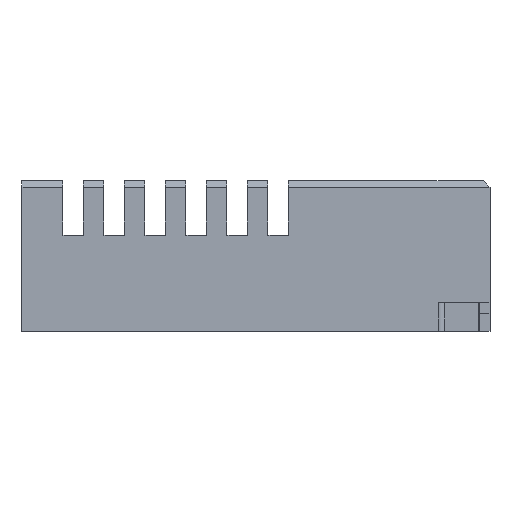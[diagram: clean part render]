
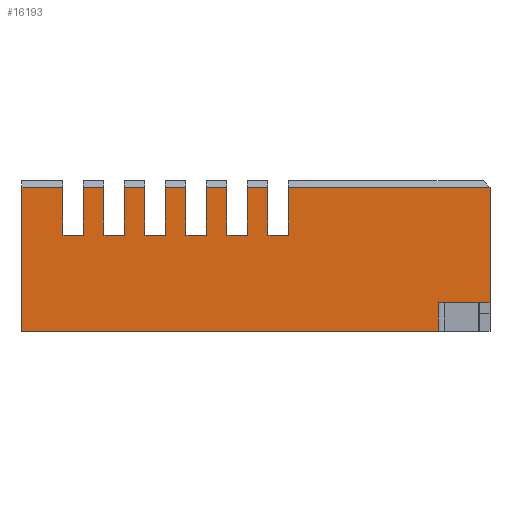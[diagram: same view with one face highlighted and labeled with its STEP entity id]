
A CAD part, left-side view. The second image highlights one B-rep face of the part: STEP entity #16193.
In plain terms, the highlighted planar face has unit normal (-1, 0, 0).
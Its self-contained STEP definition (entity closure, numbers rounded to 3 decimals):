
#2068=PLANE('',#16725);
#2899=FACE_OUTER_BOUND('',#3799,.T.);
#3799=EDGE_LOOP('',(#15217,#15218,#15219,#15220,#15221,#15222,#15223,#15224,
#15225,#15226,#15227,#15228,#15229,#15230,#15231,#15232,#15233,#15234,#15235,
#15236,#15237,#15238,#15239,#15240,#15241,#15242,#15243,#15244,#15245,#15246));
#3897=LINE('',#19475,#5374);
#4624=LINE('',#25864,#6101);
#5103=LINE('',#29557,#6580);
#5107=LINE('',#29564,#6584);
#5110=LINE('',#29572,#6587);
#5114=LINE('',#29579,#6591);
#5117=LINE('',#29587,#6594);
#5121=LINE('',#29594,#6598);
#5124=LINE('',#29602,#6601);
#5126=LINE('',#29606,#6603);
#5130=LINE('',#29615,#6607);
#5134=LINE('',#29622,#6611);
#5137=LINE('',#29630,#6614);
#5141=LINE('',#29637,#6618);
#5148=LINE('',#29651,#6625);
#5153=LINE('',#29662,#6630);
#5160=LINE('',#29673,#6637);
#5164=LINE('',#29680,#6641);
#5171=LINE('',#29691,#6648);
#5175=LINE('',#29698,#6652);
#5182=LINE('',#29709,#6659);
#5186=LINE('',#29716,#6663);
#5193=LINE('',#29727,#6670);
#5197=LINE('',#29734,#6674);
#5204=LINE('',#29745,#6681);
#5208=LINE('',#29752,#6685);
#5217=LINE('',#29768,#6694);
#5223=LINE('',#29781,#6700);
#5226=LINE('',#29786,#6703);
#5280=LINE('',#29906,#6757);
#5374=VECTOR('',#16917,10.);
#6101=VECTOR('',#18080,10.);
#6580=VECTOR('',#18875,10.);
#6584=VECTOR('',#18881,10.);
#6587=VECTOR('',#18886,10.);
#6591=VECTOR('',#18892,10.);
#6594=VECTOR('',#18897,10.);
#6598=VECTOR('',#18903,10.);
#6601=VECTOR('',#18908,10.);
#6603=VECTOR('',#18912,10.);
#6607=VECTOR('',#18918,10.);
#6611=VECTOR('',#18924,10.);
#6614=VECTOR('',#18929,10.);
#6618=VECTOR('',#18935,10.);
#6625=VECTOR('',#18946,10.);
#6630=VECTOR('',#18959,10.);
#6637=VECTOR('',#18968,10.);
#6641=VECTOR('',#18976,10.);
#6648=VECTOR('',#18985,10.);
#6652=VECTOR('',#18993,10.);
#6659=VECTOR('',#19002,10.);
#6663=VECTOR('',#19010,10.);
#6670=VECTOR('',#19019,10.);
#6674=VECTOR('',#19027,10.);
#6681=VECTOR('',#19036,10.);
#6685=VECTOR('',#19044,10.);
#6694=VECTOR('',#19055,10.);
#6700=VECTOR('',#19067,10.);
#6703=VECTOR('',#19072,10.);
#6757=VECTOR('',#19218,10.);
#6917=VERTEX_POINT('',#19472);
#6918=VERTEX_POINT('',#19474);
#7722=VERTEX_POINT('',#25862);
#8277=VERTEX_POINT('',#29554);
#8278=VERTEX_POINT('',#29556);
#8279=VERTEX_POINT('',#29560);
#8280=VERTEX_POINT('',#29562);
#8283=VERTEX_POINT('',#29569);
#8284=VERTEX_POINT('',#29571);
#8285=VERTEX_POINT('',#29575);
#8286=VERTEX_POINT('',#29577);
#8289=VERTEX_POINT('',#29584);
#8290=VERTEX_POINT('',#29586);
#8291=VERTEX_POINT('',#29590);
#8292=VERTEX_POINT('',#29592);
#8295=VERTEX_POINT('',#29599);
#8296=VERTEX_POINT('',#29601);
#8297=VERTEX_POINT('',#29605);
#8300=VERTEX_POINT('',#29612);
#8301=VERTEX_POINT('',#29614);
#8302=VERTEX_POINT('',#29618);
#8303=VERTEX_POINT('',#29620);
#8306=VERTEX_POINT('',#29627);
#8307=VERTEX_POINT('',#29629);
#8308=VERTEX_POINT('',#29633);
#8309=VERTEX_POINT('',#29635);
#8314=VERTEX_POINT('',#29649);
#8342=VERTEX_POINT('',#29766);
#8346=VERTEX_POINT('',#29780);
#8347=VERTEX_POINT('',#29785);
#8477=EDGE_CURVE('',#6918,#6917,#3897,.T.);
#9682=EDGE_CURVE('',#6917,#7722,#4624,.F.);
#10498=EDGE_CURVE('',#8278,#8277,#5103,.F.);
#10502=EDGE_CURVE('',#8280,#8279,#5107,.T.);
#10505=EDGE_CURVE('',#8284,#8283,#5110,.F.);
#10509=EDGE_CURVE('',#8286,#8285,#5114,.T.);
#10512=EDGE_CURVE('',#8290,#8289,#5117,.F.);
#10516=EDGE_CURVE('',#8292,#8291,#5121,.T.);
#10519=EDGE_CURVE('',#8296,#8295,#5124,.F.);
#10521=EDGE_CURVE('',#6918,#8297,#5126,.T.);
#10525=EDGE_CURVE('',#8301,#8300,#5130,.F.);
#10529=EDGE_CURVE('',#8303,#8302,#5134,.T.);
#10532=EDGE_CURVE('',#8307,#8306,#5137,.F.);
#10536=EDGE_CURVE('',#8309,#8308,#5141,.T.);
#10543=EDGE_CURVE('',#8314,#7722,#5148,.T.);
#10549=EDGE_CURVE('',#8314,#8296,#5153,.F.);
#10556=EDGE_CURVE('',#8295,#8291,#5160,.F.);
#10560=EDGE_CURVE('',#8292,#8290,#5164,.F.);
#10567=EDGE_CURVE('',#8289,#8285,#5171,.F.);
#10571=EDGE_CURVE('',#8286,#8284,#5175,.F.);
#10578=EDGE_CURVE('',#8283,#8279,#5182,.F.);
#10582=EDGE_CURVE('',#8280,#8278,#5186,.F.);
#10589=EDGE_CURVE('',#8277,#8308,#5193,.F.);
#10593=EDGE_CURVE('',#8309,#8307,#5197,.F.);
#10600=EDGE_CURVE('',#8306,#8302,#5204,.F.);
#10604=EDGE_CURVE('',#8303,#8301,#5208,.F.);
#10613=EDGE_CURVE('',#8300,#8342,#5217,.F.);
#10619=EDGE_CURVE('',#8342,#8346,#5223,.T.);
#10622=EDGE_CURVE('',#8297,#8347,#5226,.T.);
#10683=EDGE_CURVE('',#8347,#8346,#5280,.T.);
#15217=ORIENTED_EDGE('',*,*,#10536,.F.);
#15218=ORIENTED_EDGE('',*,*,#10593,.T.);
#15219=ORIENTED_EDGE('',*,*,#10532,.T.);
#15220=ORIENTED_EDGE('',*,*,#10600,.T.);
#15221=ORIENTED_EDGE('',*,*,#10529,.F.);
#15222=ORIENTED_EDGE('',*,*,#10604,.T.);
#15223=ORIENTED_EDGE('',*,*,#10525,.T.);
#15224=ORIENTED_EDGE('',*,*,#10613,.T.);
#15225=ORIENTED_EDGE('',*,*,#10619,.T.);
#15226=ORIENTED_EDGE('',*,*,#10683,.F.);
#15227=ORIENTED_EDGE('',*,*,#10622,.F.);
#15228=ORIENTED_EDGE('',*,*,#10521,.F.);
#15229=ORIENTED_EDGE('',*,*,#8477,.T.);
#15230=ORIENTED_EDGE('',*,*,#9682,.T.);
#15231=ORIENTED_EDGE('',*,*,#10543,.F.);
#15232=ORIENTED_EDGE('',*,*,#10549,.T.);
#15233=ORIENTED_EDGE('',*,*,#10519,.T.);
#15234=ORIENTED_EDGE('',*,*,#10556,.T.);
#15235=ORIENTED_EDGE('',*,*,#10516,.F.);
#15236=ORIENTED_EDGE('',*,*,#10560,.T.);
#15237=ORIENTED_EDGE('',*,*,#10512,.T.);
#15238=ORIENTED_EDGE('',*,*,#10567,.T.);
#15239=ORIENTED_EDGE('',*,*,#10509,.F.);
#15240=ORIENTED_EDGE('',*,*,#10571,.T.);
#15241=ORIENTED_EDGE('',*,*,#10505,.T.);
#15242=ORIENTED_EDGE('',*,*,#10578,.T.);
#15243=ORIENTED_EDGE('',*,*,#10502,.F.);
#15244=ORIENTED_EDGE('',*,*,#10582,.T.);
#15245=ORIENTED_EDGE('',*,*,#10498,.T.);
#15246=ORIENTED_EDGE('',*,*,#10589,.T.);
#16193=ADVANCED_FACE('',(#2899),#2068,.T.);
#16725=AXIS2_PLACEMENT_3D('',#29905,#19216,#19217);
#16917=DIRECTION('',(0.,-1.,0.));
#18080=DIRECTION('',(0.,0.,-1.));
#18875=DIRECTION('',(0.,-1.,0.));
#18881=DIRECTION('',(0.,-1.,0.));
#18886=DIRECTION('',(0.,-1.,0.));
#18892=DIRECTION('',(0.,-1.,0.));
#18897=DIRECTION('',(0.,-1.,0.));
#18903=DIRECTION('',(0.,-1.,0.));
#18908=DIRECTION('',(0.,-1.,0.));
#18912=DIRECTION('',(0.,0.,-1.));
#18918=DIRECTION('',(0.,-1.,0.));
#18924=DIRECTION('',(0.,-1.,0.));
#18929=DIRECTION('',(0.,-1.,0.));
#18935=DIRECTION('',(0.,-1.,0.));
#18946=DIRECTION('',(0.,-1.,0.));
#18959=DIRECTION('',(0.,0.,1.));
#18968=DIRECTION('',(0.,0.,-1.));
#18976=DIRECTION('',(0.,0.,1.));
#18985=DIRECTION('',(0.,0.,-1.));
#18993=DIRECTION('',(0.,0.,1.));
#19002=DIRECTION('',(0.,0.,-1.));
#19010=DIRECTION('',(0.,0.,1.));
#19019=DIRECTION('',(0.,0.,-1.));
#19027=DIRECTION('',(0.,0.,1.));
#19036=DIRECTION('',(0.,0.,-1.));
#19044=DIRECTION('',(0.,0.,1.));
#19055=DIRECTION('',(0.,0.,-1.));
#19067=DIRECTION('',(0.,1.,0.));
#19072=DIRECTION('',(0.,1.,0.));
#19216=DIRECTION('center_axis',(-1.,0.,0.));
#19217=DIRECTION('ref_axis',(0.,-1.,0.));
#19218=DIRECTION('',(0.,0.,1.));
#19472=CARTESIAN_POINT('',(105.,-138.,5.955));
#19474=CARTESIAN_POINT('',(105.,-130.4,5.955));
#19475=CARTESIAN_POINT('',(105.,-68.,5.955));
#25862=CARTESIAN_POINT('',(105.,-138.,22.81));
#25864=CARTESIAN_POINT('',(105.,-138.,1.74));
#29554=CARTESIAN_POINT('',(105.,-87.5,15.81));
#29556=CARTESIAN_POINT('',(105.,-90.5,15.81));
#29557=CARTESIAN_POINT('',(105.,-64.75,15.81));
#29560=CARTESIAN_POINT('',(105.,-93.5,22.81));
#29562=CARTESIAN_POINT('',(105.,-90.5,22.81));
#29564=CARTESIAN_POINT('',(105.,-68.,22.81));
#29569=CARTESIAN_POINT('',(105.,-93.5,15.81));
#29571=CARTESIAN_POINT('',(105.,-96.5,15.81));
#29572=CARTESIAN_POINT('',(105.,-67.75,15.81));
#29575=CARTESIAN_POINT('',(105.,-99.5,22.81));
#29577=CARTESIAN_POINT('',(105.,-96.5,22.81));
#29579=CARTESIAN_POINT('',(105.,-68.,22.81));
#29584=CARTESIAN_POINT('',(105.,-99.5,15.81));
#29586=CARTESIAN_POINT('',(105.,-102.5,15.81));
#29587=CARTESIAN_POINT('',(105.,-70.75,15.81));
#29590=CARTESIAN_POINT('',(105.,-105.5,22.81));
#29592=CARTESIAN_POINT('',(105.,-102.5,22.81));
#29594=CARTESIAN_POINT('',(105.,-68.,22.81));
#29599=CARTESIAN_POINT('',(105.,-105.5,15.81));
#29601=CARTESIAN_POINT('',(105.,-108.5,15.81));
#29602=CARTESIAN_POINT('',(105.,-73.75,15.81));
#29605=CARTESIAN_POINT('',(105.,-130.4,1.74));
#29606=CARTESIAN_POINT('',(105.,-130.4,3.035));
#29612=CARTESIAN_POINT('',(105.,-75.5,15.81));
#29614=CARTESIAN_POINT('',(105.,-78.5,15.81));
#29615=CARTESIAN_POINT('',(105.,-58.75,15.81));
#29618=CARTESIAN_POINT('',(105.,-81.5,22.81));
#29620=CARTESIAN_POINT('',(105.,-78.5,22.81));
#29622=CARTESIAN_POINT('',(105.,-68.,22.81));
#29627=CARTESIAN_POINT('',(105.,-81.5,15.81));
#29629=CARTESIAN_POINT('',(105.,-84.5,15.81));
#29630=CARTESIAN_POINT('',(105.,-61.75,15.81));
#29633=CARTESIAN_POINT('',(105.,-87.5,22.81));
#29635=CARTESIAN_POINT('',(105.,-84.5,22.81));
#29637=CARTESIAN_POINT('',(105.,-68.,22.81));
#29649=CARTESIAN_POINT('',(105.,-108.5,22.81));
#29651=CARTESIAN_POINT('',(105.,-68.,22.81));
#29662=CARTESIAN_POINT('',(105.,-108.5,8.775));
#29673=CARTESIAN_POINT('',(105.,-105.5,12.775));
#29680=CARTESIAN_POINT('',(105.,-102.5,8.775));
#29691=CARTESIAN_POINT('',(105.,-99.5,12.775));
#29698=CARTESIAN_POINT('',(105.,-96.5,8.775));
#29709=CARTESIAN_POINT('',(105.,-93.5,12.775));
#29716=CARTESIAN_POINT('',(105.,-90.5,8.775));
#29727=CARTESIAN_POINT('',(105.,-87.5,12.775));
#29734=CARTESIAN_POINT('',(105.,-84.5,8.775));
#29745=CARTESIAN_POINT('',(105.,-81.5,12.775));
#29752=CARTESIAN_POINT('',(105.,-78.5,8.775));
#29766=CARTESIAN_POINT('',(105.,-75.5,22.81));
#29768=CARTESIAN_POINT('',(105.,-75.5,12.775));
#29780=CARTESIAN_POINT('',(105.,-69.5,22.81));
#29781=CARTESIAN_POINT('',(105.,-71.,22.81));
#29785=CARTESIAN_POINT('',(105.,-69.5,1.74));
#29786=CARTESIAN_POINT('',(105.,-138.,1.74));
#29905=CARTESIAN_POINT('Origin',(105.,-45.,1.74));
#29906=CARTESIAN_POINT('',(105.,-69.5,4.33));
